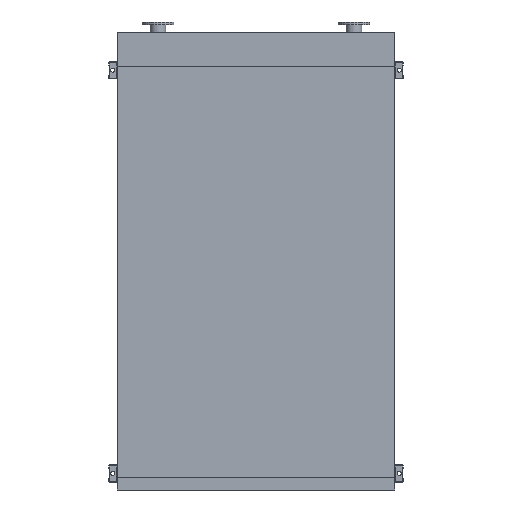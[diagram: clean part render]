
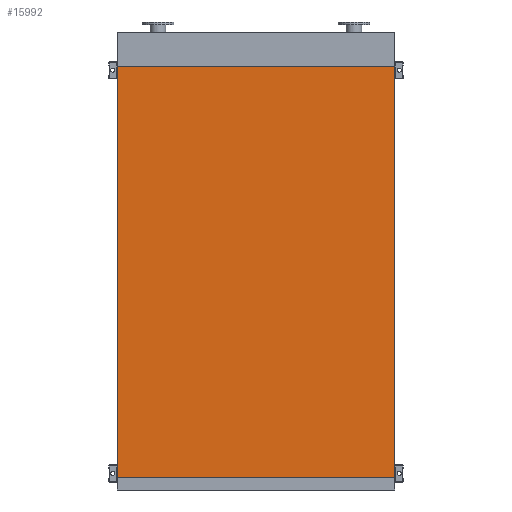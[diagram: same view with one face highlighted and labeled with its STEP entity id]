
A CAD part, front view. The second image highlights one B-rep face of the part: STEP entity #15992.
In plain terms, the highlighted planar face has unit normal (0, -1, 0).
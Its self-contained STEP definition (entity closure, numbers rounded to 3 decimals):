
#678 = VECTOR ( 'NONE', #17620, 1000. ) ;
#714 = LINE ( 'NONE', #3157, #8059 ) ;
#896 = DIRECTION ( 'NONE',  ( 1., 0., 0. ) ) ;
#2041 = ORIENTED_EDGE ( 'NONE', *, *, #7774, .T. ) ;
#2707 = CARTESIAN_POINT ( 'NONE',  ( -965., 0., 0. ) ) ;
#3157 = CARTESIAN_POINT ( 'NONE',  ( -965., 0., -2850. ) ) ;
#3915 = DIRECTION ( 'NONE',  ( 0., -1., 0. ) ) ;
#4320 = CARTESIAN_POINT ( 'NONE',  ( 965., 0., 0. ) ) ;
#4952 = EDGE_CURVE ( 'NONE', #12059, #16802, #10527, .T. ) ;
#5111 = EDGE_CURVE ( 'NONE', #6834, #8987, #714, .T. ) ;
#5490 = ORIENTED_EDGE ( 'NONE', *, *, #6598, .F. ) ;
#5913 = AXIS2_PLACEMENT_3D ( 'NONE', #15949, #3915, #13311 ) ;
#6532 = VECTOR ( 'NONE', #8201, 1000. ) ;
#6598 = EDGE_CURVE ( 'NONE', #8987, #16802, #15798, .T. ) ;
#6834 = VERTEX_POINT ( 'NONE', #16849 ) ;
#7412 = DIRECTION ( 'NONE',  ( 0., 0., 1. ) ) ;
#7774 = EDGE_CURVE ( 'NONE', #6834, #12059, #14678, .T. ) ;
#8059 = VECTOR ( 'NONE', #7412, 1000. ) ;
#8201 = DIRECTION ( 'NONE',  ( 0., 0., 1. ) ) ;
#8987 = VERTEX_POINT ( 'NONE', #17845 ) ;
#9601 = CARTESIAN_POINT ( 'NONE',  ( 965., 0., -2850. ) ) ;
#10005 = ORIENTED_EDGE ( 'NONE', *, *, #4952, .T. ) ;
#10527 = LINE ( 'NONE', #17390, #6532 ) ;
#10746 = PLANE ( 'NONE',  #5913 ) ;
#12059 = VERTEX_POINT ( 'NONE', #9601 ) ;
#13311 = DIRECTION ( 'NONE',  ( 0., 0., -1. ) ) ;
#14094 = EDGE_LOOP ( 'NONE', ( #5490, #16119, #2041, #10005 ) ) ;
#14265 = VECTOR ( 'NONE', #896, 1000. ) ;
#14678 = LINE ( 'NONE', #17369, #14265 ) ;
#15798 = LINE ( 'NONE', #2707, #678 ) ;
#15849 = FACE_OUTER_BOUND ( 'NONE', #14094, .T. ) ;
#15949 = CARTESIAN_POINT ( 'NONE',  ( -965., 0., -2850. ) ) ;
#15992 = ADVANCED_FACE ( 'NONE', ( #15849 ), #10746, .T. ) ;
#16119 = ORIENTED_EDGE ( 'NONE', *, *, #5111, .F. ) ;
#16802 = VERTEX_POINT ( 'NONE', #4320 ) ;
#16849 = CARTESIAN_POINT ( 'NONE',  ( -965., 0., -2850. ) ) ;
#17369 = CARTESIAN_POINT ( 'NONE',  ( -965., 0., -2850. ) ) ;
#17390 = CARTESIAN_POINT ( 'NONE',  ( 965., 0., -2850. ) ) ;
#17620 = DIRECTION ( 'NONE',  ( 1., 0., 0. ) ) ;
#17845 = CARTESIAN_POINT ( 'NONE',  ( -965., 0., 0. ) ) ;
